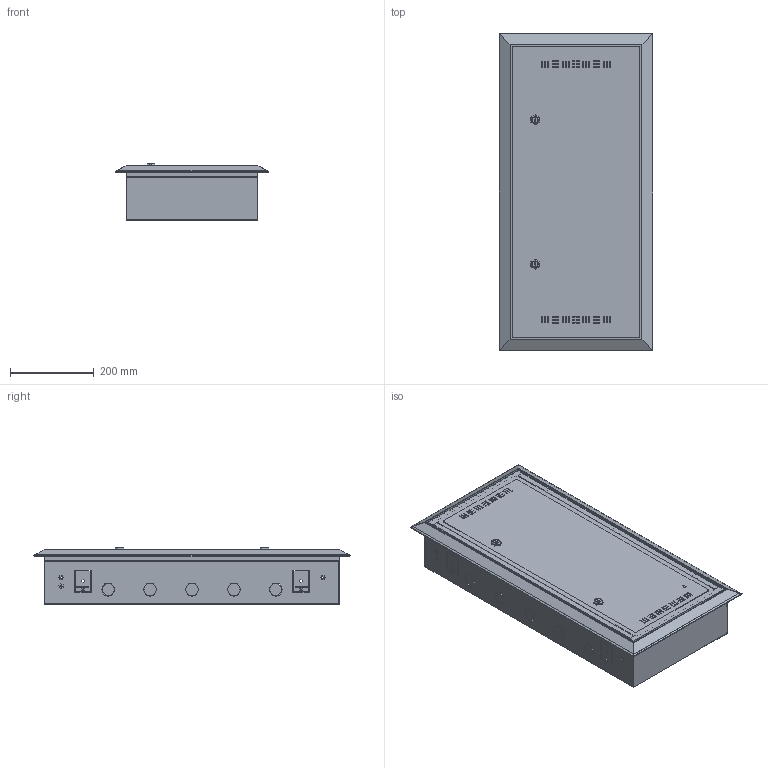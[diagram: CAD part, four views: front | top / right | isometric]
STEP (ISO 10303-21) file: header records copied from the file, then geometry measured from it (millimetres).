
FILE_DESCRIPTION (( 'STEP AP214' ), '1' );
FILE_NAME ('TI5-51-V-048-30 TITAN 5 Êîðïóñ ìóëüòèìåäèà ÙÐâ-48 (1õ48) áåëûé IEK.STEP', '2024-12-06T13:09:46', ( '' ), ( '' ), 'SwSTEP 2.0', 'SolidWorks 2022', '' );
FILE_SCHEMA (( 'AUTOMOTIVE_DESIGN' ));
Length unit declared in the file: millimetre
Products named in the file (1): TI5-51-V-048-30 TITAN 5 Корпус мультимедиа ЩРв-48 (1х48) белый IEK
Bounding box: 365.36 x 755.7 x 134.7 mm (x, y, z)
Volume: 1310967.8 mm3
Topology: 40 solids, 73 shells, 10280 faces, 28774 edges, 18789 vertices
Faces by surface type: cylinder 4872, plane 4012, cone 560, bspline 488, torus 291, sphere 57
Full cylindrical faces by diameter (mm): 3.4 x20
Entity records: 498256 total; most frequent: CARTESIAN_POINT 108987, ORIENTED_EDGE 57518, DIRECTION 56743, EDGE_CURVE 28759, AXIS2_PLACEMENT_3D 20912, VERTEX_POINT 18775, LINE 14919, VECTOR 14919
